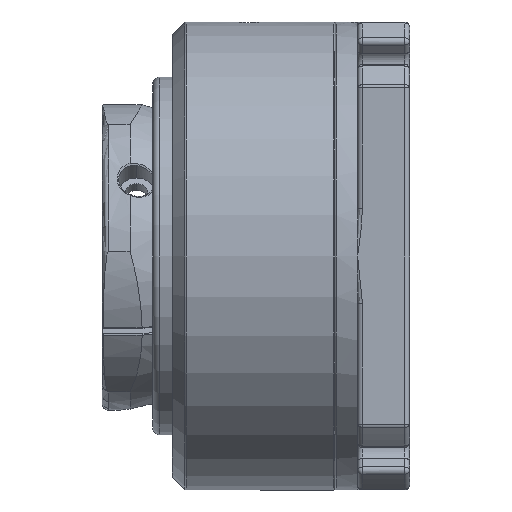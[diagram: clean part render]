
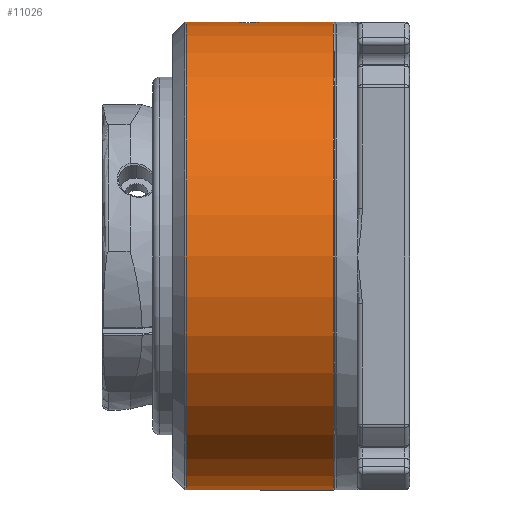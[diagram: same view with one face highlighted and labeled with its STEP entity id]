
A CAD part, left-side view. The second image highlights one B-rep face of the part: STEP entity #11026.
In plain terms, the highlighted cylindrical face has radius 72 mm (diameter 144 mm), a partial arc.
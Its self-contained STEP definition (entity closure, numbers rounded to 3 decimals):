
#11 = ORIENTED_EDGE ( 'NONE', *, *, #16649, .T. ) ;
#1264 = CARTESIAN_POINT ( 'NONE',  ( -5., 49.826, 71.826 ) ) ;
#1380 = CARTESIAN_POINT ( 'NONE',  ( -1.295, 54.34, 71.989 ) ) ;
#1501 = CARTESIAN_POINT ( 'NONE',  ( 0., 0., 72. ) ) ;
#1898 = EDGE_CURVE ( 'NONE', #15526, #4127, #4431, .T. ) ;
#2056 = CARTESIAN_POINT ( 'NONE',  ( -0.657, 44.533, 71.998 ) ) ;
#2162 = CARTESIAN_POINT ( 'NONE',  ( -4.486, 47.286, 71.86 ) ) ;
#2613 = ORIENTED_EDGE ( 'NONE', *, *, #1898, .T. ) ;
#3640 = CARTESIAN_POINT ( 'NONE',  ( -4.84, 50.796, 71.837 ) ) ;
#3747 = CARTESIAN_POINT ( 'NONE',  ( -0.33, 54.5, 72. ) ) ;
#3910 = CARTESIAN_POINT ( 'NONE',  ( 0., 0., -72. ) ) ;
#4127 = VERTEX_POINT ( 'NONE', #18455 ) ;
#4186 = CARTESIAN_POINT ( 'NONE',  ( 0., 68.793, 72. ) ) ;
#4227 = CIRCLE ( 'NONE', #7678, 72. ) ;
#4257 = CARTESIAN_POINT ( 'NONE',  ( 0., 0., 72. ) ) ;
#4260 = CARTESIAN_POINT ( 'NONE',  ( 0., 23.5, 72. ) ) ;
#4392 = CARTESIAN_POINT ( 'NONE',  ( -1.61, 44.755, 71.983 ) ) ;
#4431 = CIRCLE ( 'NONE', #5909, 72. ) ;
#4490 = CARTESIAN_POINT ( 'NONE',  ( -4.745, 47.89, 71.844 ) ) ;
#4824 = CARTESIAN_POINT ( 'NONE',  ( 0., 68.793, 0. ) ) ;
#5909 = AXIS2_PLACEMENT_3D ( 'NONE', #4824, #13498, #7395 ) ;
#5973 = CARTESIAN_POINT ( 'NONE',  ( -4.495, 51.714, 71.86 ) ) ;
#6722 = DIRECTION ( 'NONE',  ( 0., -1., 0. ) ) ;
#6750 = CARTESIAN_POINT ( 'NONE',  ( -2.214, 45.014, 71.966 ) ) ;
#6864 = CARTESIAN_POINT ( 'NONE',  ( -4.967, 48.842, 71.828 ) ) ;
#6904 = VERTEX_POINT ( 'NONE', #4260 ) ;
#7395 = DIRECTION ( 'NONE',  ( 0., 0., -1. ) ) ;
#7620 = EDGE_CURVE ( 'NONE', #14094, #8795, #19855, .T. ) ;
#7678 = AXIS2_PLACEMENT_3D ( 'NONE', #13239, #29573, #15581 ) ;
#7792 = VECTOR ( 'NONE', #24953, 1000. ) ;
#8033 = B_SPLINE_CURVE_WITH_KNOTS ( 'NONE', 3,
 ( #27039, #1264, #17729, #3640, #20079, #5973, #22475, #8341, #24831, #10748, #27134, #13111, #29445, #15449, #1380, #17825, #3747, #20184 ),
 .UNSPECIFIED., .F., .F.,
 ( 4, 2, 2, 2, 2, 2, 2, 2, 4 ),
 ( 0.016, 0.017, 0.018, 0.019, 0.02, 0.021, 0.022, 0.022, 0.023 ),
 .UNSPECIFIED. ) ;
#8149 = EDGE_CURVE ( 'NONE', #15526, #14933, #30200, .T. ) ;
#8341 = CARTESIAN_POINT ( 'NONE',  ( -3.974, 52.552, 71.89 ) ) ;
#8795 = VERTEX_POINT ( 'NONE', #19720 ) ;
#9122 = CARTESIAN_POINT ( 'NONE',  ( -2.644, 45.253, 71.952 ) ) ;
#9228 = CARTESIAN_POINT ( 'NONE',  ( -5., 49.5, 71.826 ) ) ;
#9640 = DIRECTION ( 'NONE',  ( 0., 0., -1. ) ) ;
#9742 = ORIENTED_EDGE ( 'NONE', *, *, #24187, .F. ) ;
#9806 = CARTESIAN_POINT ( 'NONE',  ( 0., 44.5, 72. ) ) ;
#10142 = EDGE_CURVE ( 'NONE', #8795, #14933, #8033, .T. ) ;
#10748 = CARTESIAN_POINT ( 'NONE',  ( -3.306, 53.265, 71.924 ) ) ;
#11026 = ADVANCED_FACE ( 'NONE', ( #14378 ), #11469, .T. ) ;
#11425 = CARTESIAN_POINT ( 'NONE',  ( -0.326, 44.5, 72. ) ) ;
#11469 = CYLINDRICAL_SURFACE ( 'NONE', #21596, 72. ) ;
#11519 = CARTESIAN_POINT ( 'NONE',  ( -3.302, 45.731, 71.925 ) ) ;
#11814 = DIRECTION ( 'NONE',  ( 0., -1., 0. ) ) ;
#13111 = CARTESIAN_POINT ( 'NONE',  ( -2.505, 53.84, 71.957 ) ) ;
#13239 = CARTESIAN_POINT ( 'NONE',  ( 0., 23.5, 0. ) ) ;
#13498 = DIRECTION ( 'NONE',  ( 0., -1., 0. ) ) ;
#13859 = CARTESIAN_POINT ( 'NONE',  ( -3.976, 46.451, 71.89 ) ) ;
#13899 = LINE ( 'NONE', #3910, #20133 ) ;
#14094 = VERTEX_POINT ( 'NONE', #9806 ) ;
#14147 = VERTEX_POINT ( 'NONE', #14790 ) ;
#14378 = FACE_OUTER_BOUND ( 'NONE', #28491, .T. ) ;
#14790 = CARTESIAN_POINT ( 'NONE',  ( 0., 23.5, -72. ) ) ;
#14933 = VERTEX_POINT ( 'NONE', #26062 ) ;
#15449 = CARTESIAN_POINT ( 'NONE',  ( -1.613, 54.244, 71.983 ) ) ;
#15526 = VERTEX_POINT ( 'NONE', #4186 ) ;
#15581 = DIRECTION ( 'NONE',  ( 0., 0., -1. ) ) ;
#16146 = ORIENTED_EDGE ( 'NONE', *, *, #8149, .F. ) ;
#16229 = CARTESIAN_POINT ( 'NONE',  ( -4.331, 46.996, 71.87 ) ) ;
#16649 = EDGE_CURVE ( 'NONE', #4127, #14147, #13899, .T. ) ;
#17729 = CARTESIAN_POINT ( 'NONE',  ( -4.968, 50.151, 71.828 ) ) ;
#17790 = VECTOR ( 'NONE', #6722, 1000. ) ;
#17825 = CARTESIAN_POINT ( 'NONE',  ( -0.655, 54.468, 71.998 ) ) ;
#17998 = DIRECTION ( 'NONE',  ( 0., -1., 0. ) ) ;
#18271 = ORIENTED_EDGE ( 'NONE', *, *, #7620, .T. ) ;
#18455 = CARTESIAN_POINT ( 'NONE',  ( 0., 68.793, -72. ) ) ;
#18497 = CARTESIAN_POINT ( 'NONE',  ( -1.299, 44.661, 71.989 ) ) ;
#18597 = CARTESIAN_POINT ( 'NONE',  ( -4.557, 47.436, 71.856 ) ) ;
#19720 = CARTESIAN_POINT ( 'NONE',  ( -5., 49.5, 71.826 ) ) ;
#19855 = B_SPLINE_CURVE_WITH_KNOTS ( 'NONE', 3,
 ( #30098, #11425, #2056, #18497, #4392, #20873, #6750, #23229, #9122, #25589, #11519, #27884, #13859, #30195, #16229, #2162, #18597, #4490, #20971, #6864, #23329, #9228 ),
 .UNSPECIFIED., .F., .F.,
 ( 4, 2, 2, 2, 2, 2, 2, 2, 2, 2, 4 ),
 ( 0.008, 0.009, 0.01, 0.01, 0.011, 0.012, 0.013, 0.013, 0.014, 0.015, 0.016 ),
 .UNSPECIFIED. ) ;
#20079 = CARTESIAN_POINT ( 'NONE',  ( -4.744, 51.112, 71.844 ) ) ;
#20133 = VECTOR ( 'NONE', #17998, 1000. ) ;
#20184 = CARTESIAN_POINT ( 'NONE',  ( 0., 54.5, 72. ) ) ;
#20873 = CARTESIAN_POINT ( 'NONE',  ( -2.064, 44.943, 71.971 ) ) ;
#20971 = CARTESIAN_POINT ( 'NONE',  ( -4.839, 48.202, 71.837 ) ) ;
#21596 = AXIS2_PLACEMENT_3D ( 'NONE', #25964, #11814, #9640 ) ;
#21961 = ORIENTED_EDGE ( 'NONE', *, *, #10142, .T. ) ;
#22475 = CARTESIAN_POINT ( 'NONE',  ( -4.34, 52.005, 71.869 ) ) ;
#23229 = CARTESIAN_POINT ( 'NONE',  ( -2.504, 45.169, 71.957 ) ) ;
#23329 = CARTESIAN_POINT ( 'NONE',  ( -5., 49.174, 71.826 ) ) ;
#24187 = EDGE_CURVE ( 'NONE', #14094, #6904, #26535, .T. ) ;
#24831 = CARTESIAN_POINT ( 'NONE',  ( -3.767, 52.804, 71.902 ) ) ;
#24953 = DIRECTION ( 'NONE',  ( 0., -1., 0. ) ) ;
#25589 = CARTESIAN_POINT ( 'NONE',  ( -3.05, 45.524, 71.936 ) ) ;
#25964 = CARTESIAN_POINT ( 'NONE',  ( 0., 0., 0. ) ) ;
#26062 = CARTESIAN_POINT ( 'NONE',  ( 0., 54.5, 72. ) ) ;
#26535 = LINE ( 'NONE', #1501, #7792 ) ;
#27039 = CARTESIAN_POINT ( 'NONE',  ( -5., 49.5, 71.826 ) ) ;
#27134 = CARTESIAN_POINT ( 'NONE',  ( -3.049, 53.476, 71.936 ) ) ;
#27884 = CARTESIAN_POINT ( 'NONE',  ( -3.769, 46.198, 71.902 ) ) ;
#28242 = EDGE_CURVE ( 'NONE', #6904, #14147, #4227, .T. ) ;
#28491 = EDGE_LOOP ( 'NONE', ( #16146, #2613, #11, #28527, #9742, #18271, #21961 ) ) ;
#28527 = ORIENTED_EDGE ( 'NONE', *, *, #28242, .F. ) ;
#29445 = CARTESIAN_POINT ( 'NONE',  ( -2.218, 53.993, 71.966 ) ) ;
#29573 = DIRECTION ( 'NONE',  ( 0., -1., 0. ) ) ;
#30098 = CARTESIAN_POINT ( 'NONE',  ( 0., 44.5, 72. ) ) ;
#30195 = CARTESIAN_POINT ( 'NONE',  ( -4.247, 46.857, 71.875 ) ) ;
#30200 = LINE ( 'NONE', #4257, #17790 ) ;
